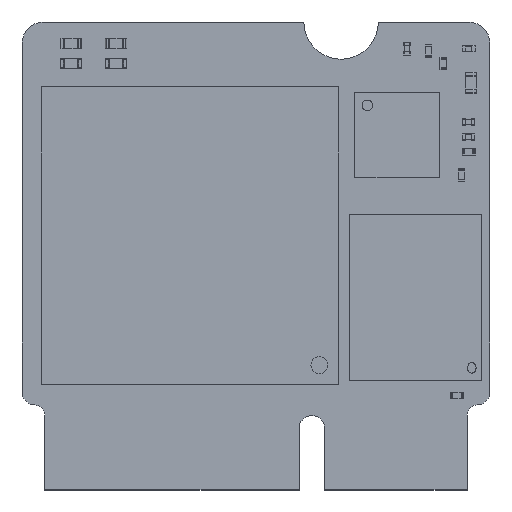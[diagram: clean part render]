
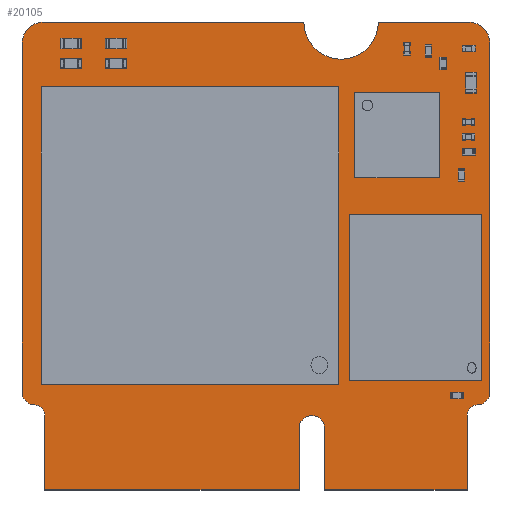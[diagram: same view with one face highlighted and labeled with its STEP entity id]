
A CAD part, top view. The second image highlights one B-rep face of the part: STEP entity #20105.
In plain terms, the highlighted planar face has unit normal (0, 0, 1).
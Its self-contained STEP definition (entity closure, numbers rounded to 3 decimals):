
#19512 = VERTEX_POINT('',#19513);
#19513 = CARTESIAN_POINT('',(145.1,-81.95,0.846));
#19519 = EDGE_CURVE('',#19512,#19520,#19522,.T.);
#19520 = VERTEX_POINT('',#19521);
#19521 = CARTESIAN_POINT('',(146.1,-82.95,0.846));
#19522 = CIRCLE('',#19523,1.025);
#19523 = AXIS2_PLACEMENT_3D('',#19524,#19525,#19526);
#19524 = CARTESIAN_POINT('',(145.075,-82.975,0.846));
#19525 = DIRECTION('',(0.,0.,-1.));
#19526 = DIRECTION('',(0.024,1.,0.));
#19552 = EDGE_CURVE('',#19520,#19553,#19555,.T.);
#19553 = VERTEX_POINT('',#19554);
#19554 = CARTESIAN_POINT('',(146.1,-99.35,0.846));
#19555 = LINE('',#19556,#19557);
#19556 = CARTESIAN_POINT('',(146.1,-82.95,0.846));
#19557 = VECTOR('',#19558,1.);
#19558 = DIRECTION('',(0.,-1.,0.));
#19583 = EDGE_CURVE('',#19553,#19584,#19586,.T.);
#19584 = VERTEX_POINT('',#19585);
#19585 = CARTESIAN_POINT('',(145.5,-99.95,0.846));
#19586 = CIRCLE('',#19587,0.618);
#19587 = AXIS2_PLACEMENT_3D('',#19588,#19589,#19590);
#19588 = CARTESIAN_POINT('',(145.483,-99.333,0.846));
#19589 = DIRECTION('',(0.,0.,-1.));
#19590 = DIRECTION('',(1.,-0.028,0.));
#19616 = EDGE_CURVE('',#19584,#19617,#19619,.T.);
#19617 = VERTEX_POINT('',#19618);
#19618 = CARTESIAN_POINT('',(145.025,-100.45,0.846));
#19619 = CIRCLE('',#19620,0.511);
#19620 = AXIS2_PLACEMENT_3D('',#19621,#19622,#19623);
#19621 = CARTESIAN_POINT('',(145.536,-100.459,0.846));
#19622 = DIRECTION('',(0.,0.,1.));
#19623 = DIRECTION('',(-0.07,0.998,0.));
#19649 = EDGE_CURVE('',#19617,#19650,#19652,.T.);
#19650 = VERTEX_POINT('',#19651);
#19651 = CARTESIAN_POINT('',(145.025,-103.95,0.846));
#19652 = LINE('',#19653,#19654);
#19653 = CARTESIAN_POINT('',(145.025,-100.45,0.846));
#19654 = VECTOR('',#19655,1.);
#19655 = DIRECTION('',(0.,-1.,0.));
#19680 = EDGE_CURVE('',#19650,#19681,#19683,.T.);
#19681 = VERTEX_POINT('',#19682);
#19682 = CARTESIAN_POINT('',(138.325,-103.95,0.846));
#19683 = LINE('',#19684,#19685);
#19684 = CARTESIAN_POINT('',(145.025,-103.95,0.846));
#19685 = VECTOR('',#19686,1.);
#19686 = DIRECTION('',(-1.,0.,0.));
#19711 = EDGE_CURVE('',#19681,#19712,#19714,.T.);
#19712 = VERTEX_POINT('',#19713);
#19713 = CARTESIAN_POINT('',(138.325,-101.05,0.846));
#19714 = LINE('',#19715,#19716);
#19715 = CARTESIAN_POINT('',(138.325,-103.95,0.846));
#19716 = VECTOR('',#19717,1.);
#19717 = DIRECTION('',(0.,1.,0.));
#19742 = EDGE_CURVE('',#19712,#19743,#19745,.T.);
#19743 = VERTEX_POINT('',#19744);
#19744 = CARTESIAN_POINT('',(137.125,-101.05,0.846));
#19745 = CIRCLE('',#19746,0.6);
#19746 = AXIS2_PLACEMENT_3D('',#19747,#19748,#19749);
#19747 = CARTESIAN_POINT('',(137.725,-101.05,0.846));
#19748 = DIRECTION('',(0.,0.,1.));
#19749 = DIRECTION('',(1.,0.,0.));
#19775 = EDGE_CURVE('',#19743,#19776,#19778,.T.);
#19776 = VERTEX_POINT('',#19777);
#19777 = CARTESIAN_POINT('',(137.125,-103.95,0.846));
#19778 = LINE('',#19779,#19780);
#19779 = CARTESIAN_POINT('',(137.125,-101.05,0.846));
#19780 = VECTOR('',#19781,1.);
#19781 = DIRECTION('',(0.,-1.,0.));
#19806 = EDGE_CURVE('',#19776,#19807,#19809,.T.);
#19807 = VERTEX_POINT('',#19808);
#19808 = CARTESIAN_POINT('',(125.175,-103.95,0.846));
#19809 = LINE('',#19810,#19811);
#19810 = CARTESIAN_POINT('',(137.125,-103.95,0.846));
#19811 = VECTOR('',#19812,1.);
#19812 = DIRECTION('',(-1.,0.,0.));
#19837 = EDGE_CURVE('',#19807,#19838,#19840,.T.);
#19838 = VERTEX_POINT('',#19839);
#19839 = CARTESIAN_POINT('',(125.175,-100.45,0.846));
#19840 = LINE('',#19841,#19842);
#19841 = CARTESIAN_POINT('',(125.175,-103.95,0.846));
#19842 = VECTOR('',#19843,1.);
#19843 = DIRECTION('',(0.,1.,0.));
#19868 = EDGE_CURVE('',#19838,#19869,#19871,.T.);
#19869 = VERTEX_POINT('',#19870);
#19870 = CARTESIAN_POINT('',(124.7,-99.95,0.846));
#19871 = CIRCLE('',#19872,0.516);
#19872 = AXIS2_PLACEMENT_3D('',#19873,#19874,#19875);
#19873 = CARTESIAN_POINT('',(124.659,-100.465,0.846));
#19874 = DIRECTION('',(0.,0.,1.));
#19875 = DIRECTION('',(1.,0.028,-0.));
#19901 = EDGE_CURVE('',#19869,#19902,#19904,.T.);
#19902 = VERTEX_POINT('',#19903);
#19903 = CARTESIAN_POINT('',(124.1,-99.35,0.846));
#19904 = CIRCLE('',#19905,0.618);
#19905 = AXIS2_PLACEMENT_3D('',#19906,#19907,#19908);
#19906 = CARTESIAN_POINT('',(124.717,-99.333,0.846));
#19907 = DIRECTION('',(0.,0.,-1.));
#19908 = DIRECTION('',(-0.028,-1.,-0.));
#19934 = EDGE_CURVE('',#19902,#19935,#19937,.T.);
#19935 = VERTEX_POINT('',#19936);
#19936 = CARTESIAN_POINT('',(124.1,-82.95,0.846));
#19937 = LINE('',#19938,#19939);
#19938 = CARTESIAN_POINT('',(124.1,-99.35,0.846));
#19939 = VECTOR('',#19940,1.);
#19940 = DIRECTION('',(0.,1.,0.));
#19965 = EDGE_CURVE('',#19935,#19966,#19968,.T.);
#19966 = VERTEX_POINT('',#19967);
#19967 = CARTESIAN_POINT('',(125.1,-81.95,0.846));
#19968 = CIRCLE('',#19969,1.025);
#19969 = AXIS2_PLACEMENT_3D('',#19970,#19971,#19972);
#19970 = CARTESIAN_POINT('',(125.125,-82.975,0.846));
#19971 = DIRECTION('',(0.,0.,-1.));
#19972 = DIRECTION('',(-1.,0.024,0.));
#19998 = EDGE_CURVE('',#19966,#19999,#20001,.T.);
#19999 = VERTEX_POINT('',#20000);
#20000 = CARTESIAN_POINT('',(137.35,-81.95,0.846));
#20001 = LINE('',#20002,#20003);
#20002 = CARTESIAN_POINT('',(125.1,-81.95,0.846));
#20003 = VECTOR('',#20004,1.);
#20004 = DIRECTION('',(1.,0.,0.));
#20029 = EDGE_CURVE('',#19999,#20030,#20032,.T.);
#20030 = VERTEX_POINT('',#20031);
#20031 = CARTESIAN_POINT('',(140.85,-81.95,0.846));
#20032 = CIRCLE('',#20033,1.75);
#20033 = AXIS2_PLACEMENT_3D('',#20034,#20035,#20036);
#20034 = CARTESIAN_POINT('',(139.1,-81.95,0.846));
#20035 = DIRECTION('',(0.,0.,1.));
#20036 = DIRECTION('',(-1.,0.,-0.));
#20062 = EDGE_CURVE('',#20030,#19512,#20063,.T.);
#20063 = LINE('',#20064,#20065);
#20064 = CARTESIAN_POINT('',(140.85,-81.95,0.846));
#20065 = VECTOR('',#20066,1.);
#20066 = DIRECTION('',(1.,0.,0.));
#20105 = ADVANCED_FACE('',(#20106),#20126,.F.);
#20106 = FACE_BOUND('',#20107,.F.);
#20107 = EDGE_LOOP('',(#20108,#20109,#20110,#20111,#20112,#20113,#20114,
    #20115,#20116,#20117,#20118,#20119,#20120,#20121,#20122,#20123,
    #20124,#20125));
#20108 = ORIENTED_EDGE('',*,*,#19519,.T.);
#20109 = ORIENTED_EDGE('',*,*,#19552,.T.);
#20110 = ORIENTED_EDGE('',*,*,#19583,.T.);
#20111 = ORIENTED_EDGE('',*,*,#19616,.T.);
#20112 = ORIENTED_EDGE('',*,*,#19649,.T.);
#20113 = ORIENTED_EDGE('',*,*,#19680,.T.);
#20114 = ORIENTED_EDGE('',*,*,#19711,.T.);
#20115 = ORIENTED_EDGE('',*,*,#19742,.T.);
#20116 = ORIENTED_EDGE('',*,*,#19775,.T.);
#20117 = ORIENTED_EDGE('',*,*,#19806,.T.);
#20118 = ORIENTED_EDGE('',*,*,#19837,.T.);
#20119 = ORIENTED_EDGE('',*,*,#19868,.T.);
#20120 = ORIENTED_EDGE('',*,*,#19901,.T.);
#20121 = ORIENTED_EDGE('',*,*,#19934,.T.);
#20122 = ORIENTED_EDGE('',*,*,#19965,.T.);
#20123 = ORIENTED_EDGE('',*,*,#19998,.T.);
#20124 = ORIENTED_EDGE('',*,*,#20029,.T.);
#20125 = ORIENTED_EDGE('',*,*,#20062,.T.);
#20126 = PLANE('',#20127);
#20127 = AXIS2_PLACEMENT_3D('',#20128,#20129,#20130);
#20128 = CARTESIAN_POINT('',(135.353,-93.34,0.846));
#20129 = DIRECTION('',(-0.,-0.,-1.));
#20130 = DIRECTION('',(-1.,0.,0.));
